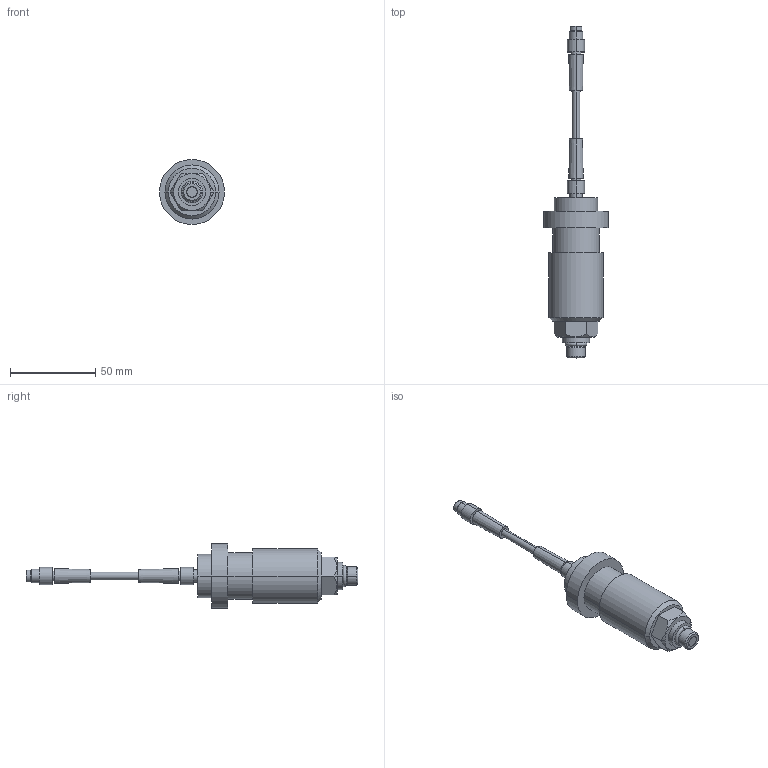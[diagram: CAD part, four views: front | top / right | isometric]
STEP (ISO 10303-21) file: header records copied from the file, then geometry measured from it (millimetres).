
FILE_DESCRIPTION((''),'2;1');
FILE_NAME('ILC70750076','2011-06-24T',('dc'),(''),'PRO/ENGINEER BY PARAMETRIC TECHNOLOGY CORPORATION, 2007460','PRO/ENGINEER BY PARAMETRIC TECHNOLOGY CORPORATION, 2007460','');
FILE_SCHEMA(('AUTOMOTIVE_DESIGN_CC2 { 1 2 10303 214 -1 1 5 2 }'));
Length unit declared in the file: inch
Products named in the file (1): ILC70750076
Bounding box: 38.1 x 194.64 x 38.1 mm (x, y, z)
Volume: 64709.9 mm3; surface area: 13835.8 mm2
Topology: 1 solids, 1 shells, 92 faces, 190 edges, 122 vertices
Faces by surface type: cylinder 46, plane 30, cone 14, torus 2
Entity records: 2765 total; most frequent: DIRECTION 480, CARTESIAN_POINT 464, ORIENTED_EDGE 380, AXIS2_PLACEMENT_3D 204, EDGE_CURVE 190, VERTEX_POINT 122, EDGE_LOOP 114, CIRCLE 112
